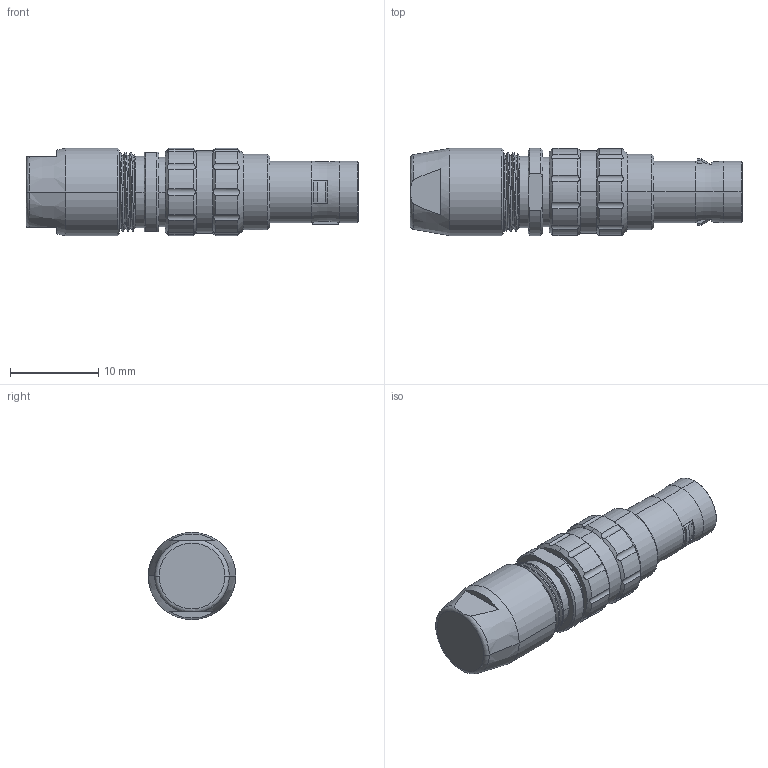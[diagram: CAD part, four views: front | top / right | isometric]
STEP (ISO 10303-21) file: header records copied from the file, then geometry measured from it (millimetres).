
FILE_DESCRIPTION((''),'2;1');
FILE_NAME('333D3010B6','2014-05-08T',('sreeragv'),('Souriau'),'PRO/ENGINEER BY PARAMETRIC TECHNOLOGY CORPORATION, 2010140','PRO/ENGINEER BY PARAMETRIC TECHNOLOGY CORPORATION, 2010140','');
FILE_SCHEMA(('CONFIG_CONTROL_DESIGN'));
Length unit declared in the file: millimetre
Products named in the file (1): 333D3010B6
Bounding box: 37.65 x 9.9 x 9.9 mm (x, y, z)
Volume: 2268.5 mm3; surface area: 1279.2 mm2
Topology: 1 solids, 1 shells, 144 faces, 375 edges, 239 vertices
Faces by surface type: cylinder 68, plane 34, cone 26, torus 8, bspline 6, sphere 2
Entity records: 5867 total; most frequent: CARTESIAN_POINT 2389, ORIENTED_EDGE 746, DIRECTION 697, EDGE_CURVE 373, AXIS2_PLACEMENT_3D 285, VERTEX_POINT 239, EDGE_LOOP 152, CIRCLE 147
